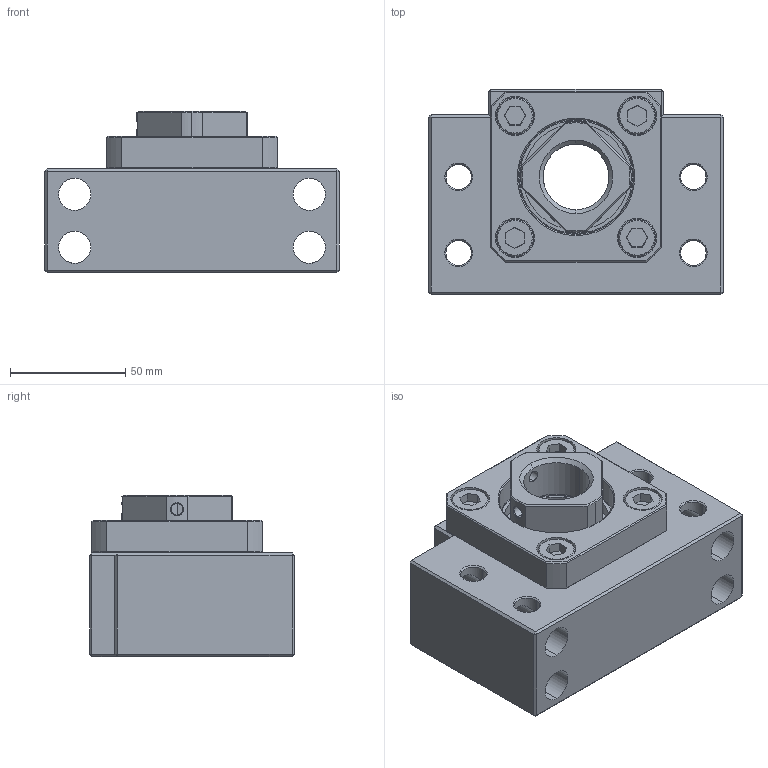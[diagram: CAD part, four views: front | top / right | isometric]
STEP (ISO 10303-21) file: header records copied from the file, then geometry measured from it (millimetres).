
FILE_DESCRIPTION (( 'STEP AP214' ), '1' );
FILE_NAME ('BKN30-Rollco.step', '2023-04-27T09:33:44', ( '' ), ( '' ), 'SwSTEP 2.0', 'SolidWorks 2010', '' );
FILE_SCHEMA (( 'AUTOMOTIVE_DESIGN' ));
Length unit declared in the file: millimetre
Products named in the file (9): BK30_1; 7206_3; 7206_2; BKN30_6; BKN30_8; BKN30_5; BKN30_7; BKN30_9; BKN30-Rollco
Assembly tree (15 placements, depth 2):
  BKN30-Rollco
    BK30_1
    BKN30_8  x2
    BKN30_9  x4
    7206_2  x2
    7206_3  x2
    BKN30_7
    BKN30_5  x2
    BKN30_6
Bounding box: 128 x 89 x 70 mm (x, y, z)
Volume: 411101.3 mm3; surface area: 128860.1 mm2
Topology: 15 solids, 15 shells, 479 faces, 1157 edges, 707 vertices
Faces by surface type: cylinder 155, plane 144, cone 96, bspline 84
Entity records: 12848 total; most frequent: CARTESIAN_POINT 4559, DIRECTION 1662, ORIENTED_EDGE 1662, EDGE_CURVE 831, AXIS2_PLACEMENT_3D 664, VERTEX_POINT 507, EDGE_LOOP 396, CIRCLE 351
